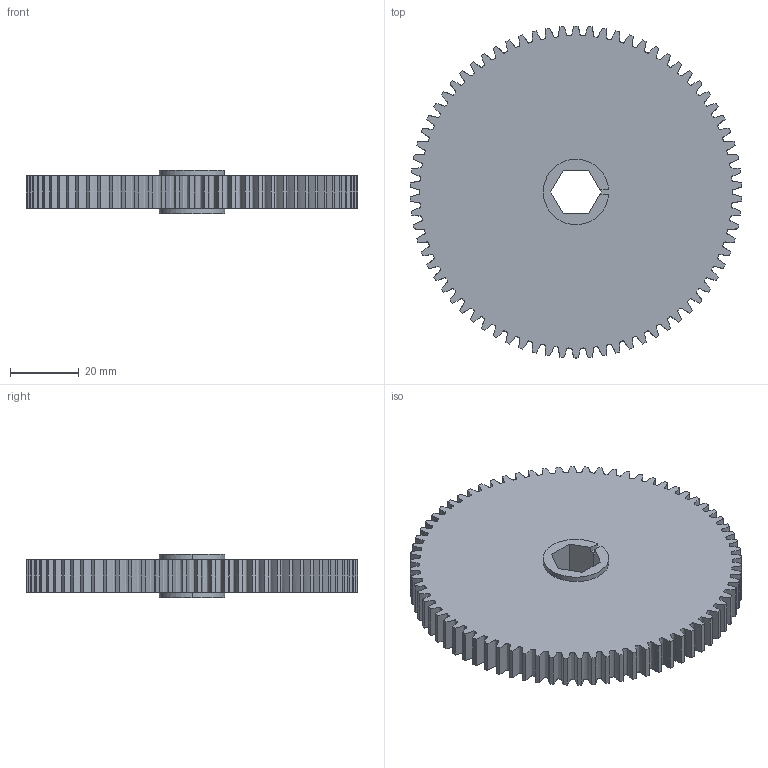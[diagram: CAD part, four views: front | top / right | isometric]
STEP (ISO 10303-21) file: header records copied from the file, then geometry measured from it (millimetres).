
FILE_DESCRIPTION (( 'STEP AP214' ), '1' );
FILE_NAME ('WCP-0725 Rev1.step', '2022-11-24T01:49:46', ( '' ), ( '' ), 'SwSTEP 2.0', 'SolidWorks 2020', '' );
FILE_SCHEMA (( 'AUTOMOTIVE_DESIGN' ));
Length unit declared in the file: inch
Products named in the file (1): WCP-0725 Rev1
Bounding box: 96.48 x 96.52 x 12.65 mm (x, y, z)
Volume: 67000.5 mm3; surface area: 20006 mm2
Topology: 1 solids, 1 shells, 164 faces, 483 edges, 322 vertices
Faces by surface type: cylinder 78, bspline 74, plane 12
Entity records: 25231 total; most frequent: CARTESIAN_POINT 21172, ORIENTED_EDGE 966, DIRECTION 673, EDGE_CURVE 483, VERTEX_POINT 322, AXIS2_PLACEMENT_3D 247, VECTOR 179, LINE 179
